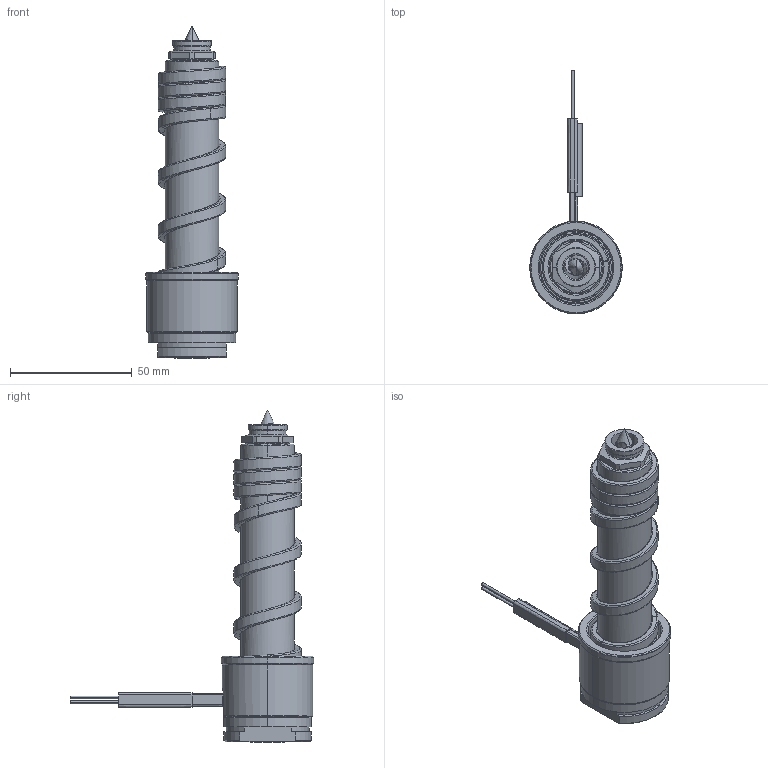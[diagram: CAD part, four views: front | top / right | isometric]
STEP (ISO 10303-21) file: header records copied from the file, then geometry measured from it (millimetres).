
FILE_DESCRIPTION((''),'2;1');
FILE_NAME('LS-136-BKU-N','2014-03-03T',('Íàòàëüÿ'),('IMID'),'PRO/ENGINEER BY PARAMETRIC TECHNOLOGY CORPORATION, 2010180','PRO/ENGINEER BY PARAMETRIC TECHNOLOGY CORPORATION, 2010180','');
FILE_SCHEMA(('CONFIG_CONTROL_DESIGN'));
Length unit declared in the file: millimetre
Products named in the file (1): LS-136-BKU-N
Bounding box: 38 x 100 x 136.2 mm (x, y, z)
Volume: 69036.7 mm3; surface area: 31099.9 mm2
Topology: 1 solids, 9 shells, 331 faces, 851 edges, 513 vertices
Faces by surface type: cylinder 106, bspline 66, cone 62, plane 51, torus 29, revolution 9, extrusion 8
Entity records: 19123 total; most frequent: CARTESIAN_POINT 11554, ORIENTED_EDGE 1662, DIRECTION 1418, EDGE_CURVE 843, AXIS2_PLACEMENT_3D 561, VERTEX_POINT 513, EDGE_LOOP 354, FACE_OUTER_BOUND 331
